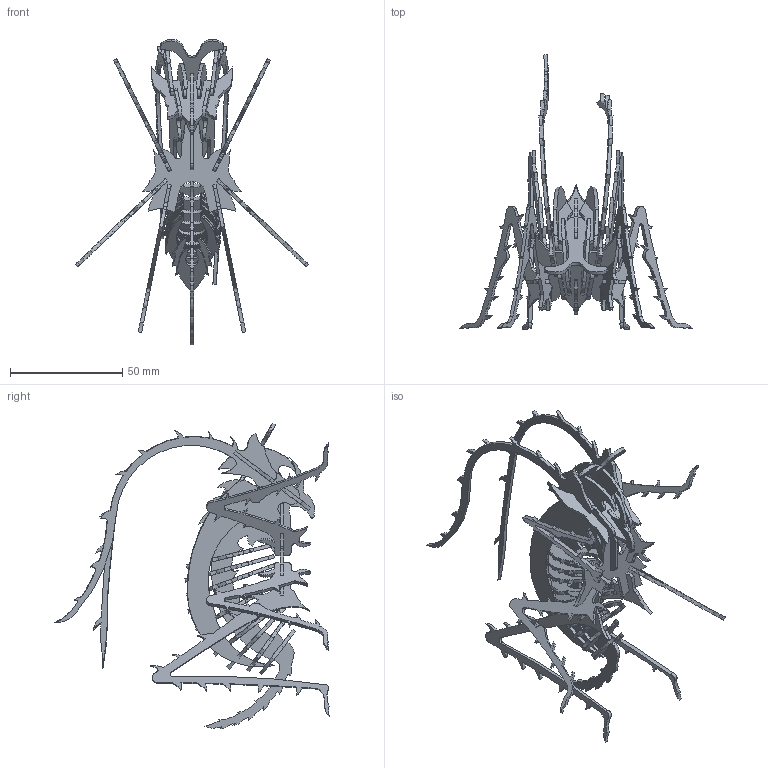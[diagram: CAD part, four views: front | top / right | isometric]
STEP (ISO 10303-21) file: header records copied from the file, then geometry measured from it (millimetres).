
FILE_DESCRIPTION (( 'STEP AP214' ), '1' );
FILE_NAME ('_ASSY, Evil Cricket.STEP', '2012-12-13T00:05:06', ( 'Dick' ), ( '' ), 'SwSTEP 2.0', 'SolidWorks 2012', '' );
FILE_SCHEMA (( 'AUTOMOTIVE_DESIGN' ));
Length unit declared in the file: inch
Products named in the file (15): Evil Cricket, Spine Plt - 03; Evil Cricket, Spine Plt - 02; Evil Cricket, Spine Plt - 01; Evil Cricket, Antenna - 02; Evil Cricket, Antenna - 01; Evil Cricket, Eye; Evil Cricket, Head Plt; Evil Cricket, Shoulder; Evil Cricket, Face Plt; Evil Cricket, Spine; Evil Cricket, Leg, Large; Evil Cricket, Leg, Small; Evil Cricket, Pelvic Plt; _ASSY, Evil Cricket; Evil Cricket, Spine Plt - 04
Assembly tree (26 placements, depth 2):
  _ASSY, Evil Cricket
    Evil Cricket, Pelvic Plt
    Evil Cricket, Leg, Small  x4
    Evil Cricket, Leg, Large  x2
    Evil Cricket, Spine
    Evil Cricket, Face Plt
    Evil Cricket, Shoulder  x2
    Evil Cricket, Head Plt
    Evil Cricket, Eye  x2
    Evil Cricket, Antenna - 01
    Evil Cricket, Antenna - 02
    Evil Cricket, Spine Plt - 01  x5
    Evil Cricket, Spine Plt - 02  x3
    Evil Cricket, Spine Plt - 03
    Evil Cricket, Spine Plt - 04
Bounding box: 103.61 x 122.05 x 135.94 mm (x, y, z)
Volume: 23039.8 mm3; surface area: 40384.1 mm2
Topology: 26 solids, 26 shells, 1265 faces, 3639 edges, 2426 vertices
Faces by surface type: cylinder 1013, plane 252
Entity records: 25184 total; most frequent: DIRECTION 4706, CARTESIAN_POINT 4233, ORIENTED_EDGE 4176, EDGE_CURVE 2088, AXIS2_PLACEMENT_3D 1865, VERTEX_POINT 1392, CIRCLE 1112, LINE 976
